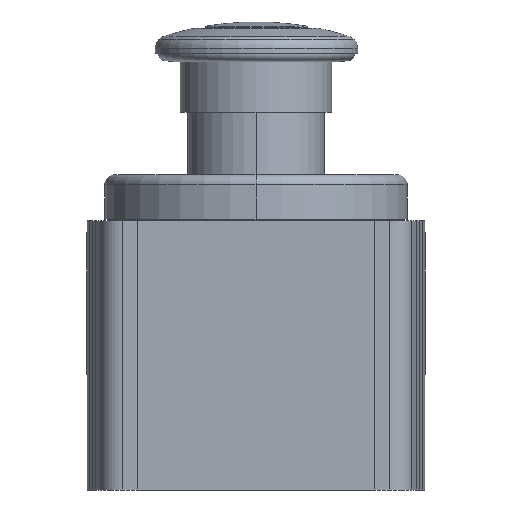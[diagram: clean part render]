
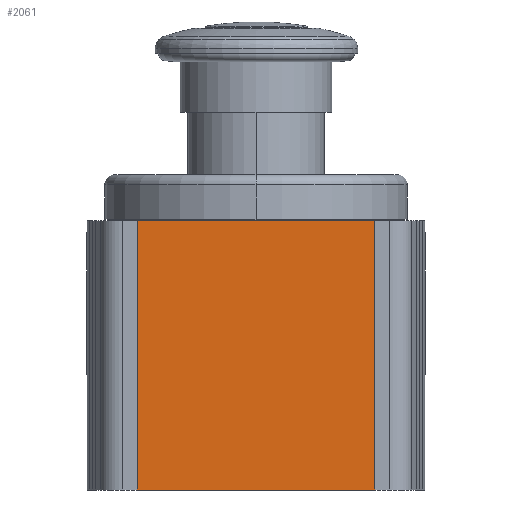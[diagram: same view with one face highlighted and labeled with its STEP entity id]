
A CAD part, left-side view. The second image highlights one B-rep face of the part: STEP entity #2061.
In plain terms, the highlighted planar face has unit normal (-1, 0, 0).
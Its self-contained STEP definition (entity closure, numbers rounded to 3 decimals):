
#156=DIRECTION('',(0.,1.,0.));
#157=VECTOR('',#156,47.1);
#158=CARTESIAN_POINT('',(-39.218,23.84,-41.904));
#159=LINE('',#158,#157);
#601=DIRECTION('',(0.,0.,-1.));
#602=VECTOR('',#601,53.4);
#603=CARTESIAN_POINT('',(-39.218,23.84,11.496));
#604=LINE('',#603,#602);
#614=DIRECTION('',(0.,1.,0.));
#615=VECTOR('',#614,47.1);
#616=CARTESIAN_POINT('',(-39.218,23.84,11.496));
#617=LINE('',#616,#615);
#623=DIRECTION('',(0.,0.,1.));
#624=VECTOR('',#623,53.4);
#625=CARTESIAN_POINT('',(-39.218,70.94,-41.904));
#626=LINE('',#625,#624);
#1225=CARTESIAN_POINT('',(-39.218,70.94,11.496));
#1226=VERTEX_POINT('',#1225);
#1227=CARTESIAN_POINT('',(-39.218,23.84,11.496));
#1228=VERTEX_POINT('',#1227);
#1308=CARTESIAN_POINT('',(-39.218,23.84,
-41.904));
#1309=VERTEX_POINT('',#1308);
#1310=CARTESIAN_POINT('',(-39.218,70.94,
-41.904));
#1311=VERTEX_POINT('',#1310);
#2049=CARTESIAN_POINT('',(-39.218,70.94,11.496));
#2050=DIRECTION('',(-1.,0.,0.));
#2051=DIRECTION('',(0.,0.,1.));
#2052=AXIS2_PLACEMENT_3D('',#2049,#2050,#2051);
#2053=PLANE('',#2052);
#2055=ORIENTED_EDGE('',*,*,#2054,.T.);
#2056=ORIENTED_EDGE('',*,*,#1696,.F.);
#2057=ORIENTED_EDGE('',*,*,#2041,.T.);
#2058=ORIENTED_EDGE('',*,*,#1583,.T.);
#2059=EDGE_LOOP('',(#2055,#2056,#2057,#2058));
#2060=FACE_OUTER_BOUND('',#2059,.F.);
#1583=EDGE_CURVE('',#1309,#1311,#159,.T.);
#1696=EDGE_CURVE('',#1228,#1226,#617,.T.);
#2041=EDGE_CURVE('',#1228,#1309,#604,.T.);
#2054=EDGE_CURVE('',#1311,#1226,#626,.T.);
#2061=ADVANCED_FACE('',(#2060),#2053,.T.);
